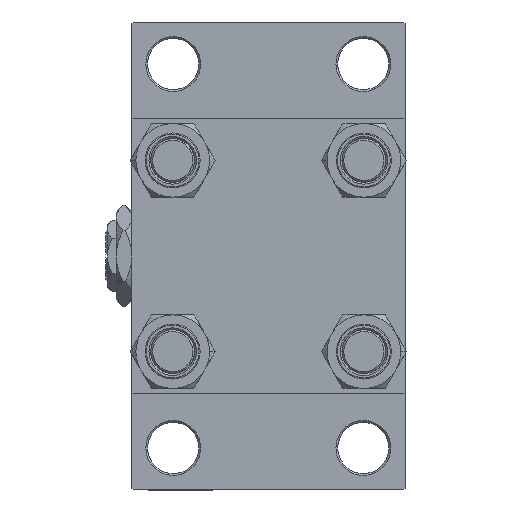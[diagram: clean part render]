
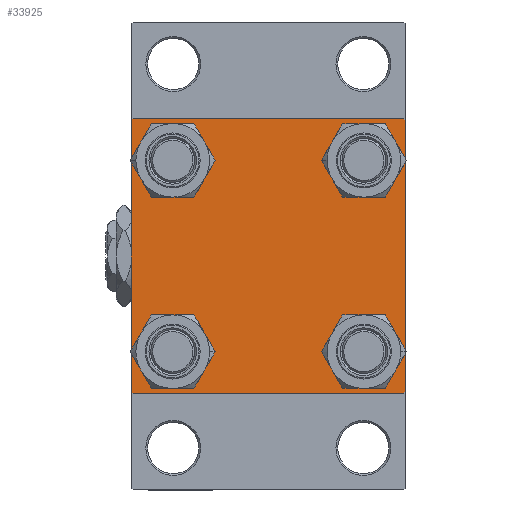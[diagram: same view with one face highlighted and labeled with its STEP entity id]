
A CAD part, left-side view. The second image highlights one B-rep face of the part: STEP entity #33925.
In plain terms, the highlighted planar face has unit normal (-1, 0, 0).
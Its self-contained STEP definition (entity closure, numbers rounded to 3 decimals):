
#47 = LINE ( 'NONE', #13616, #9628 ) ;
#304 = CIRCLE ( 'NONE', #45545, 6.5 ) ;
#670 = CIRCLE ( 'NONE', #13374, 6.5 ) ;
#1283 = DIRECTION ( 'NONE',  ( 0., -1., 0. ) ) ;
#1314 = ORIENTED_EDGE ( 'NONE', *, *, #28676, .T. ) ;
#1917 = AXIS2_PLACEMENT_3D ( 'NONE', #26713, #10824, #37198 ) ;
#2771 = DIRECTION ( 'NONE',  ( 1., 0., 0. ) ) ;
#2977 = AXIS2_PLACEMENT_3D ( 'NONE', #26075, #29557, #41243 ) ;
#3295 = CARTESIAN_POINT ( 'NONE',  ( 0., 26.15, -26.15 ) ) ;
#3373 = ORIENTED_EDGE ( 'NONE', *, *, #23656, .T. ) ;
#3537 = DIRECTION ( 'NONE',  ( 1., 0., 0. ) ) ;
#3722 = PLANE ( 'NONE',  #2977 ) ;
#4500 = VECTOR ( 'NONE', #38414, 1000. ) ;
#5098 = EDGE_LOOP ( 'NONE', ( #42105, #14918, #36654, #32197, #46294, #1314, #38448, #3373 ) ) ;
#5646 = LINE ( 'NONE', #27999, #48546 ) ;
#5760 = VECTOR ( 'NONE', #48899, 1000. ) ;
#6484 = DIRECTION ( 'NONE',  ( 1., 0., 0. ) ) ;
#6736 = DIRECTION ( 'NONE',  ( 0., 0., 1. ) ) ;
#7139 = EDGE_CURVE ( 'NONE', #11135, #45867, #44693, .T. ) ;
#7565 = VERTEX_POINT ( 'NONE', #13988 ) ;
#8443 = EDGE_CURVE ( 'NONE', #32164, #31064, #39027, .T. ) ;
#9057 = ORIENTED_EDGE ( 'NONE', *, *, #41497, .T. ) ;
#9268 = CARTESIAN_POINT ( 'NONE',  ( 0., -26.15, -19.65 ) ) ;
#9621 = DIRECTION ( 'NONE',  ( 1., 0., 0. ) ) ;
#9628 = VECTOR ( 'NONE', #1283, 1000. ) ;
#9694 = VERTEX_POINT ( 'NONE', #20945 ) ;
#9700 = EDGE_CURVE ( 'NONE', #14294, #24258, #32629, .T. ) ;
#9713 = LINE ( 'NONE', #36319, #48027 ) ;
#9755 = VERTEX_POINT ( 'NONE', #9268 ) ;
#10711 = CARTESIAN_POINT ( 'NONE',  ( 0., -26.15, -26.15 ) ) ;
#10824 = DIRECTION ( 'NONE',  ( 1., 0., 0. ) ) ;
#11135 = VERTEX_POINT ( 'NONE', #25274 ) ;
#11898 = VERTEX_POINT ( 'NONE', #17947 ) ;
#12597 = EDGE_CURVE ( 'NONE', #31064, #32164, #304, .T. ) ;
#12990 = EDGE_LOOP ( 'NONE', ( #37436, #13716 ) ) ;
#13195 = DIRECTION ( 'NONE',  ( 0., 0.707, 0.707 ) ) ;
#13374 = AXIS2_PLACEMENT_3D ( 'NONE', #25606, #6484, #32594 ) ;
#13616 = CARTESIAN_POINT ( 'NONE',  ( 0., 37.5, -37.5 ) ) ;
#13716 = ORIENTED_EDGE ( 'NONE', *, *, #8443, .T. ) ;
#13943 = ORIENTED_EDGE ( 'NONE', *, *, #26018, .T. ) ;
#13988 = CARTESIAN_POINT ( 'NONE',  ( 0., -37.5, 37. ) ) ;
#14045 = VECTOR ( 'NONE', #47779, 1000. ) ;
#14294 = VERTEX_POINT ( 'NONE', #36887 ) ;
#14918 = ORIENTED_EDGE ( 'NONE', *, *, #21576, .T. ) ;
#16243 = ORIENTED_EDGE ( 'NONE', *, *, #26500, .T. ) ;
#16557 = EDGE_LOOP ( 'NONE', ( #41192, #19471 ) ) ;
#16682 = CARTESIAN_POINT ( 'NONE',  ( 0., -26.15, 26.15 ) ) ;
#17445 = CARTESIAN_POINT ( 'NONE',  ( 0., -37.5, 37.5 ) ) ;
#17573 = AXIS2_PLACEMENT_3D ( 'NONE', #36637, #48547, #44081 ) ;
#17947 = CARTESIAN_POINT ( 'NONE',  ( 0., 26.15, -19.65 ) ) ;
#19471 = ORIENTED_EDGE ( 'NONE', *, *, #43024, .T. ) ;
#20125 = VERTEX_POINT ( 'NONE', #25946 ) ;
#20486 = CIRCLE ( 'NONE', #31609, 6.5 ) ;
#20565 = DIRECTION ( 'NONE',  ( 0., 0., 1. ) ) ;
#20702 = CARTESIAN_POINT ( 'NONE',  ( 0., 37.5, 37.5 ) ) ;
#20730 = CARTESIAN_POINT ( 'NONE',  ( 0., 37.25, -37.25 ) ) ;
#20945 = CARTESIAN_POINT ( 'NONE',  ( 0., 26.15, -32.65 ) ) ;
#20947 = FACE_BOUND ( 'NONE', #29602, .T. ) ;
#20973 = CARTESIAN_POINT ( 'NONE',  ( 0., -26.15, 32.65 ) ) ;
#21180 = LINE ( 'NONE', #17445, #14045 ) ;
#21288 = VERTEX_POINT ( 'NONE', #37907 ) ;
#21576 = EDGE_CURVE ( 'NONE', #45867, #21288, #24933, .T. ) ;
#21623 = VECTOR ( 'NONE', #32145, 1000. ) ;
#21656 = ORIENTED_EDGE ( 'NONE', *, *, #38863, .T. ) ;
#21721 = CIRCLE ( 'NONE', #1917, 6.5 ) ;
#23236 = LINE ( 'NONE', #26723, #4500 ) ;
#23319 = CIRCLE ( 'NONE', #25691, 6.5 ) ;
#23656 = EDGE_CURVE ( 'NONE', #14294, #11135, #23236, .T. ) ;
#24258 = VERTEX_POINT ( 'NONE', #45109 ) ;
#24556 = EDGE_CURVE ( 'NONE', #33963, #46979, #670, .T. ) ;
#24870 = DIRECTION ( 'NONE',  ( 1., 0., 0. ) ) ;
#24933 = LINE ( 'NONE', #20730, #38552 ) ;
#25274 = CARTESIAN_POINT ( 'NONE',  ( 0., 37.5, 37. ) ) ;
#25606 = CARTESIAN_POINT ( 'NONE',  ( 0., 26.15, 26.15 ) ) ;
#25691 = AXIS2_PLACEMENT_3D ( 'NONE', #45077, #26165, #29396 ) ;
#25946 = CARTESIAN_POINT ( 'NONE',  ( 0., -26.15, -32.65 ) ) ;
#26018 = EDGE_CURVE ( 'NONE', #20125, #9755, #21721, .T. ) ;
#26075 = CARTESIAN_POINT ( 'NONE',  ( 0., 0., 0. ) ) ;
#26145 = CIRCLE ( 'NONE', #40458, 6.5 ) ;
#26165 = DIRECTION ( 'NONE',  ( 1., 0., 0. ) ) ;
#26254 = CARTESIAN_POINT ( 'NONE',  ( 0., 37.5, -37. ) ) ;
#26500 = EDGE_CURVE ( 'NONE', #9694, #11898, #23319, .T. ) ;
#26713 = CARTESIAN_POINT ( 'NONE',  ( 0., -26.15, -26.15 ) ) ;
#26723 = CARTESIAN_POINT ( 'NONE',  ( 0., 37.25, 37.25 ) ) ;
#26786 = VERTEX_POINT ( 'NONE', #32499 ) ;
#27999 = CARTESIAN_POINT ( 'NONE',  ( 0., -37.25, -37.25 ) ) ;
#28676 = EDGE_CURVE ( 'NONE', #7565, #24258, #9713, .T. ) ;
#29396 = DIRECTION ( 'NONE',  ( 0., 0., 1. ) ) ;
#29557 = DIRECTION ( 'NONE',  ( -1., 0., 0. ) ) ;
#29602 = EDGE_LOOP ( 'NONE', ( #9057, #13943 ) ) ;
#29806 = CARTESIAN_POINT ( 'NONE',  ( 0., 26.15, 32.65 ) ) ;
#31064 = VERTEX_POINT ( 'NONE', #20973 ) ;
#31609 = AXIS2_PLACEMENT_3D ( 'NONE', #3295, #3537, #44305 ) ;
#31743 = DIRECTION ( 'NONE',  ( 0., -0.707, 0.707 ) ) ;
#32145 = DIRECTION ( 'NONE',  ( 0., -1., 0. ) ) ;
#32164 = VERTEX_POINT ( 'NONE', #47877 ) ;
#32197 = ORIENTED_EDGE ( 'NONE', *, *, #46614, .T. ) ;
#32499 = CARTESIAN_POINT ( 'NONE',  ( 0., -37., -37.5 ) ) ;
#32594 = DIRECTION ( 'NONE',  ( 0., 0., 1. ) ) ;
#32629 = LINE ( 'NONE', #20702, #21623 ) ;
#33004 = CARTESIAN_POINT ( 'NONE',  ( 0., 37.5, 37.5 ) ) ;
#33797 = FACE_BOUND ( 'NONE', #34159, .T. ) ;
#33925 = ADVANCED_FACE ( 'NONE', ( #37772, #20947, #33797, #48713, #41009 ), #3722, .T. ) ;
#33963 = VERTEX_POINT ( 'NONE', #29806 ) ;
#34159 = EDGE_LOOP ( 'NONE', ( #21656, #16243 ) ) ;
#35345 = DIRECTION ( 'NONE',  ( 0., 0., 1. ) ) ;
#35913 = DIRECTION ( 'NONE',  ( 0., -0.707, -0.707 ) ) ;
#36319 = CARTESIAN_POINT ( 'NONE',  ( 0., -37.25, 37.25 ) ) ;
#36419 = EDGE_CURVE ( 'NONE', #7565, #38834, #21180, .T. ) ;
#36465 = AXIS2_PLACEMENT_3D ( 'NONE', #10711, #2771, #6736 ) ;
#36637 = CARTESIAN_POINT ( 'NONE',  ( 0., -26.15, 26.15 ) ) ;
#36654 = ORIENTED_EDGE ( 'NONE', *, *, #45710, .T. ) ;
#36887 = CARTESIAN_POINT ( 'NONE',  ( 0., 37., 37.5 ) ) ;
#37198 = DIRECTION ( 'NONE',  ( 0., 0., 1. ) ) ;
#37436 = ORIENTED_EDGE ( 'NONE', *, *, #12597, .T. ) ;
#37772 = FACE_BOUND ( 'NONE', #12990, .T. ) ;
#37907 = CARTESIAN_POINT ( 'NONE',  ( 0., 37., -37.5 ) ) ;
#38414 = DIRECTION ( 'NONE',  ( 0., 0.707, -0.707 ) ) ;
#38448 = ORIENTED_EDGE ( 'NONE', *, *, #9700, .F. ) ;
#38552 = VECTOR ( 'NONE', #35913, 1000. ) ;
#38834 = VERTEX_POINT ( 'NONE', #45042 ) ;
#38863 = EDGE_CURVE ( 'NONE', #11898, #9694, #20486, .T. ) ;
#39027 = CIRCLE ( 'NONE', #17573, 6.5 ) ;
#40458 = AXIS2_PLACEMENT_3D ( 'NONE', #43197, #9621, #20565 ) ;
#41009 = FACE_OUTER_BOUND ( 'NONE', #5098, .T. ) ;
#41192 = ORIENTED_EDGE ( 'NONE', *, *, #24556, .T. ) ;
#41243 = DIRECTION ( 'NONE',  ( 0., 0., 1. ) ) ;
#41497 = EDGE_CURVE ( 'NONE', #9755, #20125, #45176, .T. ) ;
#42105 = ORIENTED_EDGE ( 'NONE', *, *, #7139, .T. ) ;
#43024 = EDGE_CURVE ( 'NONE', #46979, #33963, #26145, .T. ) ;
#43197 = CARTESIAN_POINT ( 'NONE',  ( 0., 26.15, 26.15 ) ) ;
#44081 = DIRECTION ( 'NONE',  ( 0., 0., 1. ) ) ;
#44305 = DIRECTION ( 'NONE',  ( 0., 0., 1. ) ) ;
#44582 = CARTESIAN_POINT ( 'NONE',  ( 0., 26.15, 19.65 ) ) ;
#44693 = LINE ( 'NONE', #33004, #5760 ) ;
#45042 = CARTESIAN_POINT ( 'NONE',  ( 0., -37.5, -37. ) ) ;
#45077 = CARTESIAN_POINT ( 'NONE',  ( 0., 26.15, -26.15 ) ) ;
#45109 = CARTESIAN_POINT ( 'NONE',  ( 0., -37., 37.5 ) ) ;
#45176 = CIRCLE ( 'NONE', #36465, 6.5 ) ;
#45545 = AXIS2_PLACEMENT_3D ( 'NONE', #16682, #24870, #35345 ) ;
#45710 = EDGE_CURVE ( 'NONE', #21288, #26786, #47, .T. ) ;
#45867 = VERTEX_POINT ( 'NONE', #26254 ) ;
#46294 = ORIENTED_EDGE ( 'NONE', *, *, #36419, .F. ) ;
#46614 = EDGE_CURVE ( 'NONE', #26786, #38834, #5646, .T. ) ;
#46979 = VERTEX_POINT ( 'NONE', #44582 ) ;
#47779 = DIRECTION ( 'NONE',  ( 0., 0., -1. ) ) ;
#47877 = CARTESIAN_POINT ( 'NONE',  ( 0., -26.15, 19.65 ) ) ;
#48027 = VECTOR ( 'NONE', #13195, 1000. ) ;
#48546 = VECTOR ( 'NONE', #31743, 1000. ) ;
#48547 = DIRECTION ( 'NONE',  ( 1., 0., 0. ) ) ;
#48713 = FACE_BOUND ( 'NONE', #16557, .T. ) ;
#48899 = DIRECTION ( 'NONE',  ( 0., 0., -1. ) ) ;
